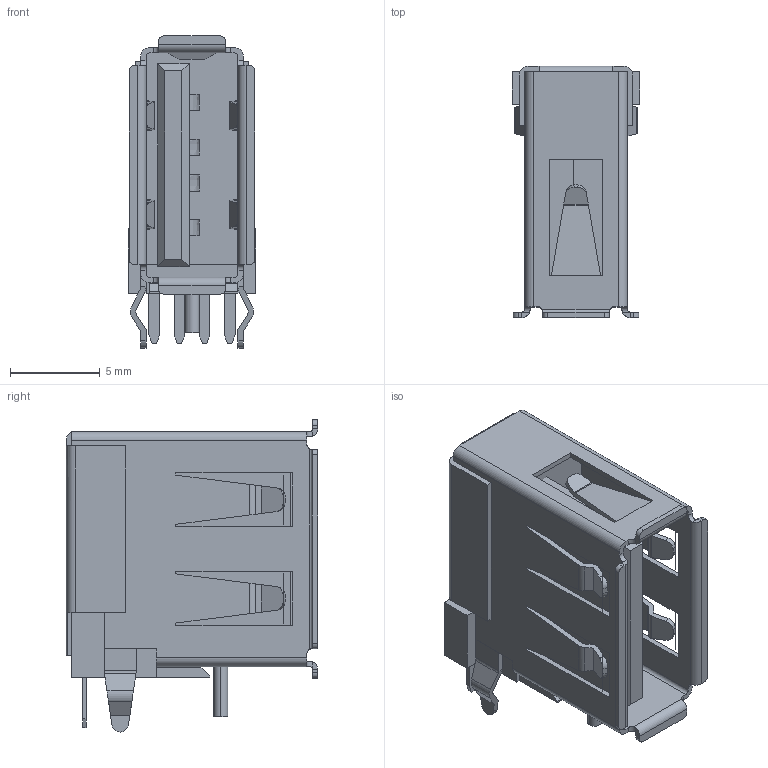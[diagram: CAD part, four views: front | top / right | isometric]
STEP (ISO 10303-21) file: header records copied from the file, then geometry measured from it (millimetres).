
FILE_DESCRIPTION (( 'STEP AP214' ), '1' );
FILE_NAME ('USB-A-TH_4P-L7.0-W14.0-H14.4-P1.4.step', '2022-07-15T08:20:33', ( '' ), ( '' ), 'SwSTEP 2.0', 'SolidWorks 2020', '' );
FILE_SCHEMA (( 'AUTOMOTIVE_DESIGN' ));
Length unit declared in the file: millimetre
Products named in the file (1): USB-A-TH_4P-L7.0-W14.0-H14.4-P1.4
Bounding box: 7.12 x 14 x 17.4 mm (x, y, z)
Volume: 697.3 mm3; surface area: 2277.3 mm2
Topology: 15 solids, 15 shells, 655 faces, 1768 edges, 1157 vertices
Faces by surface type: plane 476, bspline 106, cylinder 73
Entity records: 27420 total; most frequent: CARTESIAN_POINT 5799, ORIENTED_EDGE 3536, DIRECTION 2643, EDGE_CURVE 1768, LINE 1385, VECTOR 1385, VERTEX_POINT 1157, EDGE_LOOP 685
